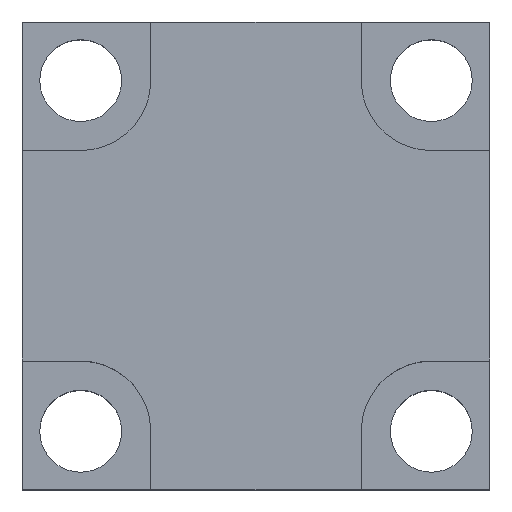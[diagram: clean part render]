
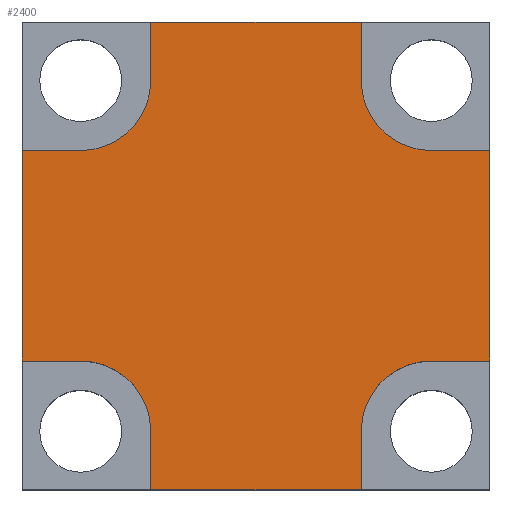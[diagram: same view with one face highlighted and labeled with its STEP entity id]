
A CAD part, top view. The second image highlights one B-rep face of the part: STEP entity #2400.
In plain terms, the highlighted planar face has unit normal (0, 0, 1).
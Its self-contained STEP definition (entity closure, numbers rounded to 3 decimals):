
#1010=CARTESIAN_POINT('',(0.,0.,20.));
#1020=DIRECTION('',(0.,0.,1.));
#1030=DIRECTION('',(1.,0.,0.));
#1040=AXIS2_PLACEMENT_3D('',#1010,#1020,#1030);
#1050=PLANE('',#1040);
#1060=CARTESIAN_POINT('',(0.,0.,20.));
#1070=DIRECTION('',(0.,-1.,0.));
#1080=VECTOR('',#1070,1.);
#1090=LINE('',#1060,#1080);
#1100=CARTESIAN_POINT('',(0.,29.,20.));
#1110=VERTEX_POINT('',#1100);
#1120=CARTESIAN_POINT('',(0.,11.,20.));
#1130=VERTEX_POINT('',#1120);
#1140=EDGE_CURVE('',#1110,#1130,#1090,.T.);
#1150=ORIENTED_EDGE('',*,*,#1140,.T.);
#1160=CARTESIAN_POINT('',(0.,29.,20.));
#1170=DIRECTION('',(-1.,0.,0.));
#1180=VECTOR('',#1170,1.);
#1190=LINE('',#1160,#1180);
#1200=CARTESIAN_POINT('',(5.,29.,20.));
#1210=VERTEX_POINT('',#1200);
#1220=EDGE_CURVE('',#1210,#1110,#1190,.T.);
#1230=ORIENTED_EDGE('',*,*,#1220,.T.);
#1240=CARTESIAN_POINT('',(5.,35.,20.));
#1250=DIRECTION('',(0.,0.,-1.));
#1260=DIRECTION('',(1.,0.,0.));
#1270=AXIS2_PLACEMENT_3D('',#1240,#1250,#1260);
#1280=CIRCLE('',#1270,6.);
#1290=CARTESIAN_POINT('',(11.,35.,20.));
#1300=VERTEX_POINT('',#1290);
#1310=EDGE_CURVE('',#1300,#1210,#1280,.T.);
#1320=ORIENTED_EDGE('',*,*,#1310,.T.);
#1330=CARTESIAN_POINT('',(11.,0.,20.));
#1340=DIRECTION('',(0.,-1.,0.));
#1350=VECTOR('',#1340,1.);
#1360=LINE('',#1330,#1350);
#1370=CARTESIAN_POINT('',(11.,40.,20.));
#1380=VERTEX_POINT('',#1370);
#1390=EDGE_CURVE('',#1380,#1300,#1360,.T.);
#1400=ORIENTED_EDGE('',*,*,#1390,.T.);
#1410=CARTESIAN_POINT('',(0.,40.,20.));
#1420=DIRECTION('',(-1.,0.,0.));
#1430=VECTOR('',#1420,1.);
#1440=LINE('',#1410,#1430);
#1450=CARTESIAN_POINT('',(29.,40.,20.));
#1460=VERTEX_POINT('',#1450);
#1470=EDGE_CURVE('',#1460,#1380,#1440,.T.);
#1480=ORIENTED_EDGE('',*,*,#1470,.T.);
#1490=CARTESIAN_POINT('',(29.,0.,20.));
#1500=DIRECTION('',(0.,1.,0.));
#1510=VECTOR('',#1500,1.);
#1520=LINE('',#1490,#1510);
#1530=CARTESIAN_POINT('',(29.,35.,20.));
#1540=VERTEX_POINT('',#1530);
#1550=EDGE_CURVE('',#1540,#1460,#1520,.T.);
#1560=ORIENTED_EDGE('',*,*,#1550,.T.);
#1570=CARTESIAN_POINT('',(35.,35.,20.));
#1580=DIRECTION('',(0.,0.,1.));
#1590=DIRECTION('',(1.,0.,0.));
#1600=AXIS2_PLACEMENT_3D('',#1570,#1580,#1590);
#1610=CIRCLE('',#1600,6.);
#1620=CARTESIAN_POINT('',(35.,29.,20.));
#1630=VERTEX_POINT('',#1620);
#1640=EDGE_CURVE('',#1540,#1630,#1610,.T.);
#1650=ORIENTED_EDGE('',*,*,#1640,.F.);
#1660=CARTESIAN_POINT('',(0.,29.,20.));
#1670=DIRECTION('',(-1.,0.,0.));
#1680=VECTOR('',#1670,1.);
#1690=LINE('',#1660,#1680);
#1700=CARTESIAN_POINT('',(40.,29.,20.));
#1710=VERTEX_POINT('',#1700);
#1720=EDGE_CURVE('',#1710,#1630,#1690,.T.);
#1730=ORIENTED_EDGE('',*,*,#1720,.T.);
#1740=CARTESIAN_POINT('',(40.,0.,20.));
#1750=DIRECTION('',(0.,1.,0.));
#1760=VECTOR('',#1750,1.);
#1770=LINE('',#1740,#1760);
#1780=CARTESIAN_POINT('',(40.,11.,20.));
#1790=VERTEX_POINT('',#1780);
#1800=EDGE_CURVE('',#1790,#1710,#1770,.T.);
#1810=ORIENTED_EDGE('',*,*,#1800,.T.);
#1820=CARTESIAN_POINT('',(0.,11.,20.));
#1830=DIRECTION('',(1.,0.,0.));
#1840=VECTOR('',#1830,1.);
#1850=LINE('',#1820,#1840);
#1860=CARTESIAN_POINT('',(35.,11.,20.));
#1870=VERTEX_POINT('',#1860);
#1880=EDGE_CURVE('',#1870,#1790,#1850,.T.);
#1890=ORIENTED_EDGE('',*,*,#1880,.T.);
#1900=CARTESIAN_POINT('',(35.,5.,20.));
#1910=DIRECTION('',(0.,0.,1.));
#1920=DIRECTION('',(1.,0.,0.));
#1930=AXIS2_PLACEMENT_3D('',#1900,#1910,#1920);
#1940=CIRCLE('',#1930,6.);
#1950=CARTESIAN_POINT('',(29.,5.,20.));
#1960=VERTEX_POINT('',#1950);
#1970=EDGE_CURVE('',#1870,#1960,#1940,.T.);
#1980=ORIENTED_EDGE('',*,*,#1970,.F.);
#1990=CARTESIAN_POINT('',(29.,0.,20.));
#2000=DIRECTION('',(0.,1.,0.));
#2010=VECTOR('',#2000,1.);
#2020=LINE('',#1990,#2010);
#2030=CARTESIAN_POINT('',(29.,0.,20.));
#2040=VERTEX_POINT('',#2030);
#2050=EDGE_CURVE('',#2040,#1960,#2020,.T.);
#2060=ORIENTED_EDGE('',*,*,#2050,.T.);
#2070=CARTESIAN_POINT('',(0.,0.,20.));
#2080=DIRECTION('',(1.,0.,0.));
#2090=VECTOR('',#2080,1.);
#2100=LINE('',#2070,#2090);
#2110=CARTESIAN_POINT('',(11.,0.,20.));
#2120=VERTEX_POINT('',#2110);
#2130=EDGE_CURVE('',#2120,#2040,#2100,.T.);
#2140=ORIENTED_EDGE('',*,*,#2130,.T.);
#2150=CARTESIAN_POINT('',(11.,0.,20.));
#2160=DIRECTION('',(0.,-1.,0.));
#2170=VECTOR('',#2160,1.);
#2180=LINE('',#2150,#2170);
#2190=CARTESIAN_POINT('',(11.,5.,20.));
#2200=VERTEX_POINT('',#2190);
#2210=EDGE_CURVE('',#2200,#2120,#2180,.T.);
#2220=ORIENTED_EDGE('',*,*,#2210,.T.);
#2230=CARTESIAN_POINT('',(5.,5.,20.));
#2240=DIRECTION('',(0.,0.,-1.));
#2250=DIRECTION('',(1.,0.,0.));
#2260=AXIS2_PLACEMENT_3D('',#2230,#2240,#2250);
#2270=CIRCLE('',#2260,6.);
#2280=CARTESIAN_POINT('',(5.,11.,20.));
#2290=VERTEX_POINT('',#2280);
#2300=EDGE_CURVE('',#2290,#2200,#2270,.T.);
#2310=ORIENTED_EDGE('',*,*,#2300,.T.);
#2320=CARTESIAN_POINT('',(0.,11.,20.));
#2330=DIRECTION('',(1.,0.,0.));
#2340=VECTOR('',#2330,1.);
#2350=LINE('',#2320,#2340);
#2360=EDGE_CURVE('',#1130,#2290,#2350,.T.);
#2370=ORIENTED_EDGE('',*,*,#2360,.T.);
#2380=EDGE_LOOP('',(#2370,#2310,#2220,#2140,#2060,#1980,#1890,#1810,
#1730,#1650,#1560,#1480,#1400,#1320,#1230,#1150));
#2390=FACE_OUTER_BOUND('',#2380,.T.);
#2400=ADVANCED_FACE('',(#2390),#1050,.T.);
